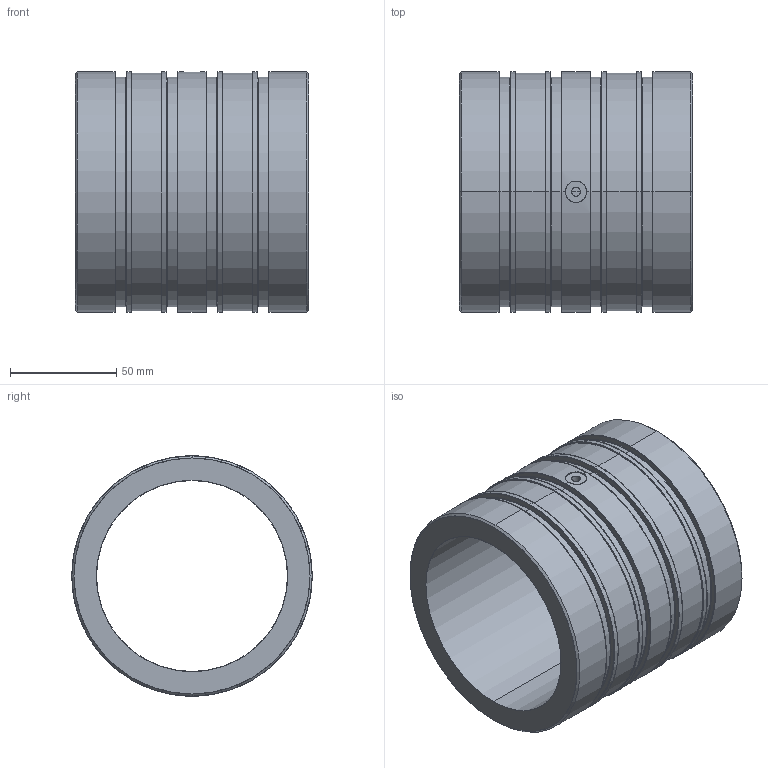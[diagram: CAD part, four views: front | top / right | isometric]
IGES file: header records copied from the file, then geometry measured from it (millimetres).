
Start section: SolidWorks IGES file using analytic representation for surfaces
Global section: file name: OAV90MB_basic.IGS; native system: SolidWorks 2021; preprocessor: SolidWorks 2021; author: 16097; date: 231102.123523; units: inch
Bounding box: 110 x 113.25 x 113.25 mm (x, y, z)
Surface area: 84163.8 mm2 (no closed solid volume)
Topology: 0 solids, 0 shells, 85 faces, 2232 edges, 2232 vertices
Faces by surface type: bspline 47, revolution 38
